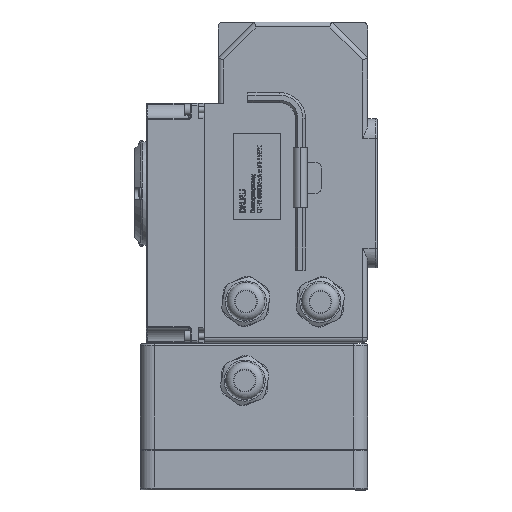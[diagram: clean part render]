
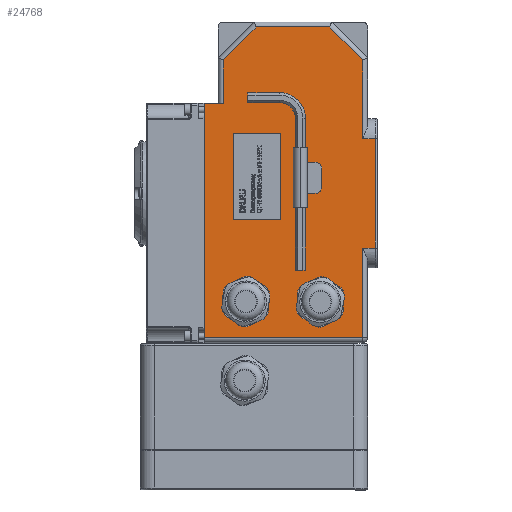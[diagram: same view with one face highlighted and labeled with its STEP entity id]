
A CAD part, left-side view. The second image highlights one B-rep face of the part: STEP entity #24768.
In plain terms, the highlighted planar face has unit normal (-1, 0, 0).
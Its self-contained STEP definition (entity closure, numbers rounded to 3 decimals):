
#1175=FACE_BOUND('',#8118,.T.);
#1290=PLANE('',#26404);
#2044=LINE('',#34292,#4242);
#2047=LINE('',#34309,#4245);
#2048=LINE('',#34311,#4246);
#2049=LINE('',#34313,#4247);
#2050=LINE('',#34315,#4248);
#2051=LINE('',#34317,#4249);
#2052=LINE('',#34319,#4250);
#2053=LINE('',#34321,#4251);
#2054=LINE('',#34323,#4252);
#2055=LINE('',#34325,#4253);
#2056=LINE('',#34327,#4254);
#2057=LINE('',#34328,#4255);
#2058=LINE('',#34331,#4256);
#2059=LINE('',#34333,#4257);
#2060=LINE('',#34335,#4258);
#2061=LINE('',#34336,#4259);
#4242=VECTOR('',#28453,10.);
#4245=VECTOR('',#28476,10.);
#4246=VECTOR('',#28477,10.);
#4247=VECTOR('',#28478,10.);
#4248=VECTOR('',#28479,10.);
#4249=VECTOR('',#28480,10.);
#4250=VECTOR('',#28481,10.);
#4251=VECTOR('',#28482,10.);
#4252=VECTOR('',#28483,10.);
#4253=VECTOR('',#28484,10.);
#4254=VECTOR('',#28485,10.);
#4255=VECTOR('',#28486,10.);
#4256=VECTOR('',#28487,10.);
#4257=VECTOR('',#28488,10.);
#4258=VECTOR('',#28489,10.);
#4259=VECTOR('',#28490,10.);
#6713=FACE_OUTER_BOUND('',#8117,.T.);
#8117=EDGE_LOOP('',(#16434,#16435,#16436,#16437,#16438,#16439,#16440,#16441,
#16442,#16443,#16444,#16445));
#8118=EDGE_LOOP('',(#16446,#16447,#16448,#16449));
#10353=VERTEX_POINT('',#34286);
#10354=VERTEX_POINT('',#34290);
#10358=VERTEX_POINT('',#34308);
#10359=VERTEX_POINT('',#34310);
#10360=VERTEX_POINT('',#34312);
#10361=VERTEX_POINT('',#34314);
#10362=VERTEX_POINT('',#34316);
#10363=VERTEX_POINT('',#34318);
#10364=VERTEX_POINT('',#34320);
#10365=VERTEX_POINT('',#34322);
#10366=VERTEX_POINT('',#34324);
#10367=VERTEX_POINT('',#34326);
#10368=VERTEX_POINT('',#34329);
#10369=VERTEX_POINT('',#34330);
#10370=VERTEX_POINT('',#34332);
#10371=VERTEX_POINT('',#34334);
#12734=EDGE_CURVE('',#10353,#10354,#2044,.T.);
#12742=EDGE_CURVE('',#10358,#10353,#2047,.T.);
#12743=EDGE_CURVE('',#10359,#10358,#2048,.T.);
#12744=EDGE_CURVE('',#10360,#10359,#2049,.T.);
#12745=EDGE_CURVE('',#10361,#10360,#2050,.T.);
#12746=EDGE_CURVE('',#10362,#10361,#2051,.T.);
#12747=EDGE_CURVE('',#10363,#10362,#2052,.T.);
#12748=EDGE_CURVE('',#10363,#10364,#2053,.T.);
#12749=EDGE_CURVE('',#10365,#10364,#2054,.T.);
#12750=EDGE_CURVE('',#10366,#10365,#2055,.T.);
#12751=EDGE_CURVE('',#10367,#10366,#2056,.T.);
#12752=EDGE_CURVE('',#10367,#10354,#2057,.T.);
#12753=EDGE_CURVE('',#10368,#10369,#2058,.T.);
#12754=EDGE_CURVE('',#10369,#10370,#2059,.T.);
#12755=EDGE_CURVE('',#10370,#10371,#2060,.T.);
#12756=EDGE_CURVE('',#10371,#10368,#2061,.T.);
#16434=ORIENTED_EDGE('',*,*,#12734,.F.);
#16435=ORIENTED_EDGE('',*,*,#12742,.F.);
#16436=ORIENTED_EDGE('',*,*,#12743,.F.);
#16437=ORIENTED_EDGE('',*,*,#12744,.F.);
#16438=ORIENTED_EDGE('',*,*,#12745,.F.);
#16439=ORIENTED_EDGE('',*,*,#12746,.F.);
#16440=ORIENTED_EDGE('',*,*,#12747,.F.);
#16441=ORIENTED_EDGE('',*,*,#12748,.T.);
#16442=ORIENTED_EDGE('',*,*,#12749,.F.);
#16443=ORIENTED_EDGE('',*,*,#12750,.F.);
#16444=ORIENTED_EDGE('',*,*,#12751,.F.);
#16445=ORIENTED_EDGE('',*,*,#12752,.T.);
#16446=ORIENTED_EDGE('',*,*,#12753,.T.);
#16447=ORIENTED_EDGE('',*,*,#12754,.T.);
#16448=ORIENTED_EDGE('',*,*,#12755,.T.);
#16449=ORIENTED_EDGE('',*,*,#12756,.T.);
#24768=ADVANCED_FACE('',(#6713,#1175),#1290,.F.);
#26404=AXIS2_PLACEMENT_3D('',#34307,#28474,#28475);
#28453=DIRECTION('',(0.,0.,-1.));
#28474=DIRECTION('center_axis',(1.,0.,0.));
#28475=DIRECTION('ref_axis',(0.,0.,-1.));
#28476=DIRECTION('',(0.,-1.,0.));
#28477=DIRECTION('',(0.,0.,-1.));
#28478=DIRECTION('',(0.,-0.707,-0.707));
#28479=DIRECTION('',(0.,-1.,0.));
#28480=DIRECTION('',(0.,-0.707,0.707));
#28481=DIRECTION('',(0.,0.,1.));
#28482=DIRECTION('',(0.,1.,0.));
#28483=DIRECTION('',(0.,0.,1.));
#28484=DIRECTION('',(0.,1.,0.));
#28485=DIRECTION('',(0.,0.,-1.));
#28486=DIRECTION('',(0.,-1.,0.));
#28487=DIRECTION('',(0.,1.,0.));
#28488=DIRECTION('',(0.,0.,1.));
#28489=DIRECTION('',(0.,-1.,0.));
#28490=DIRECTION('',(0.,0.,-1.));
#34286=CARTESIAN_POINT('',(0.,-41.5,22.));
#34290=CARTESIAN_POINT('',(0.,-41.5,-33.));
#34292=CARTESIAN_POINT('',(0.,-41.5,-2.75));
#34307=CARTESIAN_POINT('Origin',(0.,0.,0.));
#34308=CARTESIAN_POINT('',(0.,-35.,22.));
#34309=CARTESIAN_POINT('',(0.,-37.5,22.));
#34310=CARTESIAN_POINT('',(0.,-35.,61.464));
#34311=CARTESIAN_POINT('',(0.,-35.,31.25));
#34312=CARTESIAN_POINT('',(0.,-18.464,78.));
#34313=CARTESIAN_POINT('',(0.,-32.982,63.482));
#34314=CARTESIAN_POINT('',(0.,18.464,78.));
#34315=CARTESIAN_POINT('',(0.,9.75,78.));
#34316=CARTESIAN_POINT('',(0.,35.,61.464));
#34317=CARTESIAN_POINT('',(0.,41.982,54.482));
#34318=CARTESIAN_POINT('',(0.,35.,39.645));
#34319=CARTESIAN_POINT('',(0.,35.,-40.25));
#34320=CARTESIAN_POINT('',(0.,44.5,39.645));
#34321=CARTESIAN_POINT('',(0.,37.5,39.645));
#34322=CARTESIAN_POINT('',(0.,44.5,-78.));
#34323=CARTESIAN_POINT('',(0.,44.5,-80.5));
#34324=CARTESIAN_POINT('',(0.,-35.,-78.));
#34325=CARTESIAN_POINT('',(0.,-18.75,-78.));
#34326=CARTESIAN_POINT('',(0.,-35.,-33.));
#34327=CARTESIAN_POINT('',(0.,-35.,31.25));
#34328=CARTESIAN_POINT('',(0.,-37.5,-33.));
#34329=CARTESIAN_POINT('',(0.,6.101,-18.847));
#34330=CARTESIAN_POINT('',(0.,29.85,-18.847));
#34331=CARTESIAN_POINT('',(0.,14.925,-18.847));
#34332=CARTESIAN_POINT('',(0.,29.85,24.445));
#34333=CARTESIAN_POINT('',(0.,29.85,12.223));
#34334=CARTESIAN_POINT('',(0.,6.101,24.445));
#34335=CARTESIAN_POINT('',(0.,3.05,24.445));
#34336=CARTESIAN_POINT('',(0.,6.101,-9.423));
